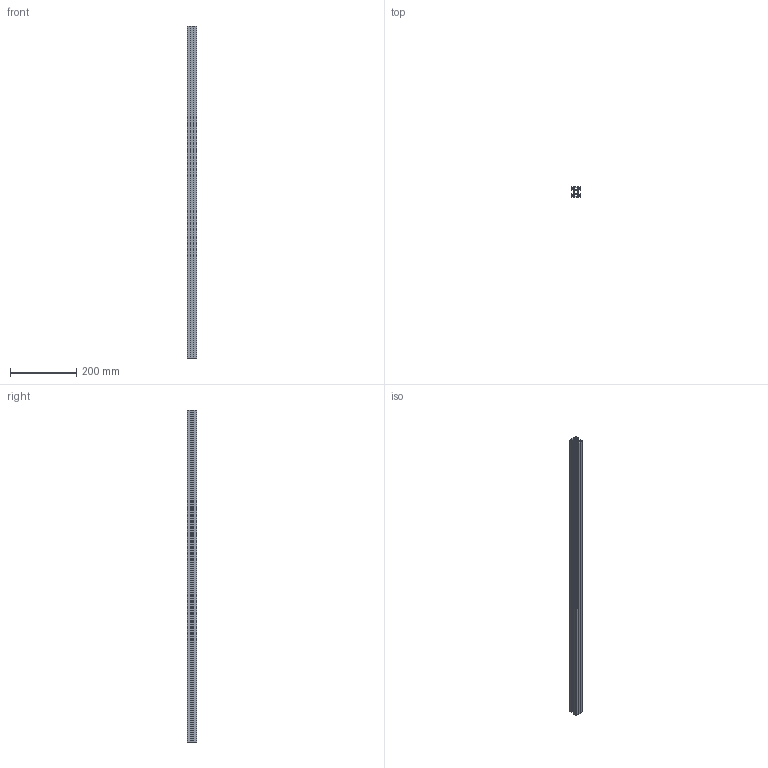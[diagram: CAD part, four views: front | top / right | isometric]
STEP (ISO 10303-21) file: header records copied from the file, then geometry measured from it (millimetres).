
FILE_DESCRIPTION (( 'STEP AP214' ), '1' );
FILE_NAME ('333.C2X Êîíñòðóêöèîííûé ïðîôèëü 30x30.C2.STEP', '2019-10-29T11:03:15', ( 'Windows User' ), ( '' ), 'SwSTEP 2.0', 'SolidWorks 2019', '' );
FILE_SCHEMA (( 'AUTOMOTIVE_DESIGN' ));
Length unit declared in the file: millimetre
Products named in the file (1): 333.C2X Êîíñòðóêöèîííûé ïðîôèëü 30x30.C2
Bounding box: 30 x 30 x 1000 mm (x, y, z)
Volume: 326925.3 mm3; surface area: 357697.7 mm2
Topology: 1 solids, 1 shells, 174 faces, 516 edges, 344 vertices
Faces by surface type: cylinder 92, plane 82
Entity records: 5946 total; most frequent: DIRECTION 1050, CARTESIAN_POINT 1035, ORIENTED_EDGE 1032, EDGE_CURVE 516, AXIS2_PLACEMENT_3D 359, VERTEX_POINT 344, VECTOR 332, LINE 332
